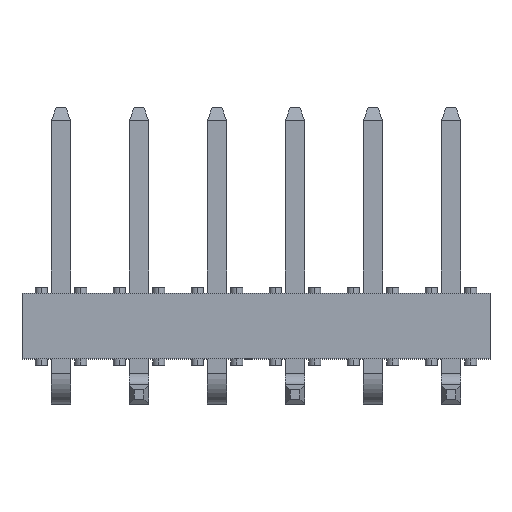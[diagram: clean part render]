
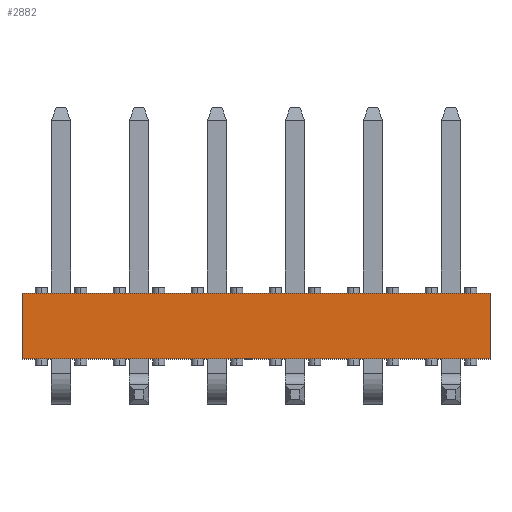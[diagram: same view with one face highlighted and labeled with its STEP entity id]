
A CAD part, top view. The second image highlights one B-rep face of the part: STEP entity #2882.
In plain terms, the highlighted planar face has unit normal (0, 0, 1).
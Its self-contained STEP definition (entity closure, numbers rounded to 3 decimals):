
#86 = LINE ( 'NONE', #1870, #2251 ) ;
#215 = LINE ( 'NONE', #1028, #3100 ) ;
#264 = FACE_OUTER_BOUND ( 'NONE', #1736, .T. ) ;
#386 = ORIENTED_EDGE ( 'NONE', *, *, #3425, .F. ) ;
#536 = VERTEX_POINT ( 'NONE', #3545 ) ;
#628 = DIRECTION ( 'NONE',  ( 0., 0., -1. ) ) ;
#649 = DIRECTION ( 'NONE',  ( -1., 0., 0. ) ) ;
#774 = DIRECTION ( 'NONE',  ( 1., 0., 0. ) ) ;
#885 = VERTEX_POINT ( 'NONE', #2848 ) ;
#920 = CARTESIAN_POINT ( 'NONE',  ( 7.62, 3.61, 1.2 ) ) ;
#990 = CARTESIAN_POINT ( 'NONE',  ( -7.62, 1.47, 1.2 ) ) ;
#998 = EDGE_CURVE ( 'NONE', #3281, #885, #86, .T. ) ;
#1028 = CARTESIAN_POINT ( 'NONE',  ( 7.62, 3.61, 1.2 ) ) ;
#1112 = VECTOR ( 'NONE', #2164, 1000. ) ;
#1303 = DIRECTION ( 'NONE',  ( 1., 0., 0. ) ) ;
#1466 = EDGE_CURVE ( 'NONE', #2992, #3281, #1669, .T. ) ;
#1506 = ORIENTED_EDGE ( 'NONE', *, *, #998, .T. ) ;
#1626 = DIRECTION ( 'NONE',  ( 0., -1., 0. ) ) ;
#1669 = LINE ( 'NONE', #2973, #2858 ) ;
#1736 = EDGE_LOOP ( 'NONE', ( #1506, #386, #2869, #1811 ) ) ;
#1775 = PLANE ( 'NONE',  #2314 ) ;
#1811 = ORIENTED_EDGE ( 'NONE', *, *, #1466, .T. ) ;
#1870 = CARTESIAN_POINT ( 'NONE',  ( 7.62, 1.47, 1.2 ) ) ;
#2164 = DIRECTION ( 'NONE',  ( 0., -1., 0. ) ) ;
#2251 = VECTOR ( 'NONE', #774, 1000. ) ;
#2314 = AXIS2_PLACEMENT_3D ( 'NONE', #920, #628, #649 ) ;
#2480 = EDGE_CURVE ( 'NONE', #2992, #536, #215, .T. ) ;
#2848 = CARTESIAN_POINT ( 'NONE',  ( 7.62, 1.47, 1.2 ) ) ;
#2858 = VECTOR ( 'NONE', #1626, 1000. ) ;
#2869 = ORIENTED_EDGE ( 'NONE', *, *, #2480, .F. ) ;
#2882 = ADVANCED_FACE ( 'NONE', ( #264 ), #1775, .F. ) ;
#2973 = CARTESIAN_POINT ( 'NONE',  ( -7.62, 3.61, 1.2 ) ) ;
#2992 = VERTEX_POINT ( 'NONE', #3510 ) ;
#3100 = VECTOR ( 'NONE', #1303, 1000. ) ;
#3193 = LINE ( 'NONE', #3548, #1112 ) ;
#3281 = VERTEX_POINT ( 'NONE', #990 ) ;
#3425 = EDGE_CURVE ( 'NONE', #536, #885, #3193, .T. ) ;
#3510 = CARTESIAN_POINT ( 'NONE',  ( -7.62, 3.61, 1.2 ) ) ;
#3545 = CARTESIAN_POINT ( 'NONE',  ( 7.62, 3.61, 1.2 ) ) ;
#3548 = CARTESIAN_POINT ( 'NONE',  ( 7.62, 3.61, 1.2 ) ) ;
